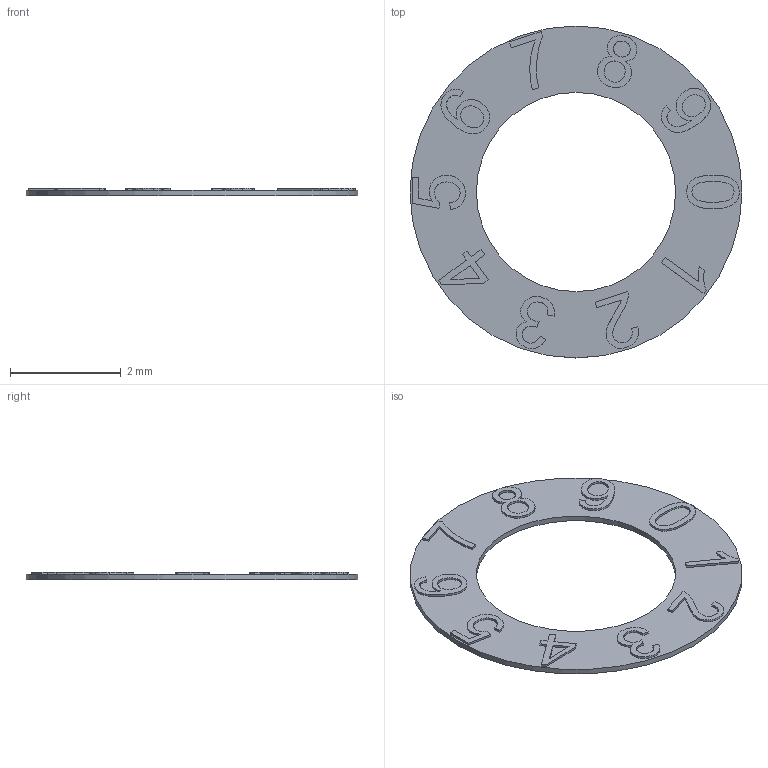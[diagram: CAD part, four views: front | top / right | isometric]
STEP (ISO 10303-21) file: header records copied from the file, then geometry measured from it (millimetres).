
FILE_DESCRIPTION(('FreeCAD Model'),'2;1');
FILE_NAME('NumberRing10.step', '2020-09-17T14:21:48',('Author'),(''), 'Open CASCADE STEP processor 7.3','FreeCAD','Unknown');
FILE_SCHEMA(('AUTOMOTIVE_DESIGN { 1 0 10303 214 1 1 1 1 }'));
Length unit declared in the file: millimetre
Products named in the file (1): NumberRing10
Bounding box: 6 x 6 x 0.14 mm (x, y, z)
Volume: 1.9 mm3; surface area: 40.9 mm2
Topology: 1 solids, 1 shells, 239 faces, 663 edges, 442 vertices
Faces by surface type: extrusion 179, plane 58, cylinder 2
Full cylindrical faces by diameter (mm): 3.6 x1, 6 x1
Entity records: 9529 total; most frequent: CARTESIAN_POINT 2419, ORIENTED_EDGE 1326, EDGE_CURVE 663, DIRECTION 610, B_SPLINE_CURVE_WITH_KNOTS 537, VECTOR 480, VERTEX_POINT 442, LINE 301
